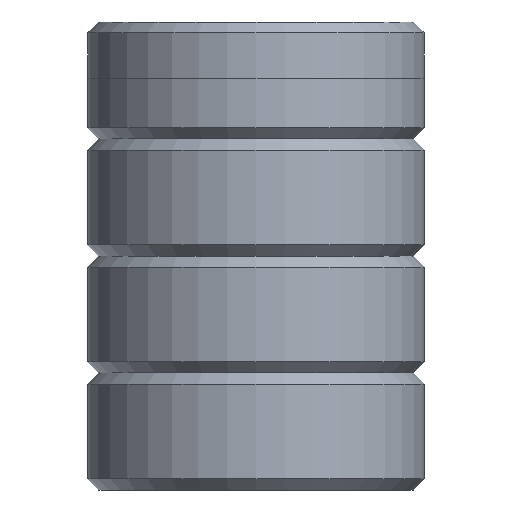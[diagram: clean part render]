
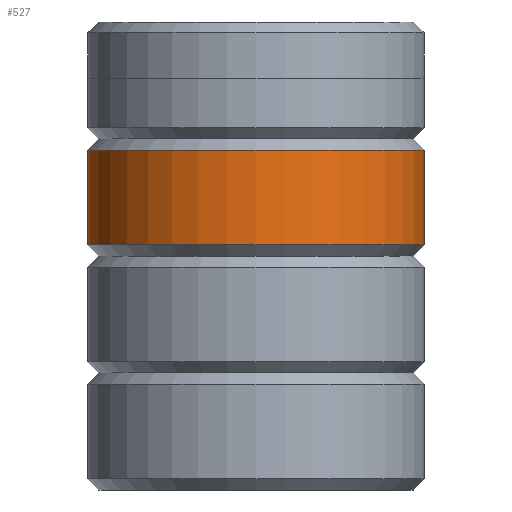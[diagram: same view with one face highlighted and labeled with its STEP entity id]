
A CAD part, front view. The second image highlights one B-rep face of the part: STEP entity #527.
In plain terms, the highlighted cylindrical face has radius 9 mm (diameter 18 mm), a partial arc.
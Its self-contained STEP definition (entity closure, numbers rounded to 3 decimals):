
#25 = CARTESIAN_POINT ( 'NONE',  ( -9., 0., 18.15 ) ) ;
#145 = EDGE_CURVE ( 'NONE', #1283, #630, #453, .T. ) ;
#177 = LINE ( 'NONE', #658, #1328 ) ;
#190 = CARTESIAN_POINT ( 'NONE',  ( -9., 0., 13.1 ) ) ;
#353 = EDGE_CURVE ( 'NONE', #1530, #1000, #966, .T. ) ;
#372 = ORIENTED_EDGE ( 'NONE', *, *, #145, .F. ) ;
#453 = CIRCLE ( 'NONE', #1657, 9. ) ;
#527 = ADVANCED_FACE ( 'NONE', ( #1171 ), #1873, .T. ) ;
#593 = EDGE_CURVE ( 'NONE', #1530, #1283, #177, .T. ) ;
#630 = VERTEX_POINT ( 'NONE', #190 ) ;
#658 = CARTESIAN_POINT ( 'NONE',  ( 9., 0., 25. ) ) ;
#687 = CARTESIAN_POINT ( 'NONE',  ( 0., 0., 25. ) ) ;
#745 = CARTESIAN_POINT ( 'NONE',  ( -9., 0., 25. ) ) ;
#756 = LINE ( 'NONE', #745, #1539 ) ;
#766 = CARTESIAN_POINT ( 'NONE',  ( 9., 0., 18.15 ) ) ;
#793 = EDGE_LOOP ( 'NONE', ( #1390, #1878, #860, #372 ) ) ;
#860 = ORIENTED_EDGE ( 'NONE', *, *, #1273, .T. ) ;
#908 = DIRECTION ( 'NONE',  ( -1., 0., 0. ) ) ;
#912 = DIRECTION ( 'NONE',  ( 0., 0., -1. ) ) ;
#966 = CIRCLE ( 'NONE', #1724, 9. ) ;
#1000 = VERTEX_POINT ( 'NONE', #25 ) ;
#1035 = CARTESIAN_POINT ( 'NONE',  ( 0., 0., 13.1 ) ) ;
#1039 = CARTESIAN_POINT ( 'NONE',  ( 9., 0., 13.1 ) ) ;
#1171 = FACE_OUTER_BOUND ( 'NONE', #793, .T. ) ;
#1273 = EDGE_CURVE ( 'NONE', #1000, #630, #756, .T. ) ;
#1283 = VERTEX_POINT ( 'NONE', #1039 ) ;
#1328 = VECTOR ( 'NONE', #1391, 1000. ) ;
#1385 = AXIS2_PLACEMENT_3D ( 'NONE', #687, #1799, #1648 ) ;
#1390 = ORIENTED_EDGE ( 'NONE', *, *, #593, .F. ) ;
#1391 = DIRECTION ( 'NONE',  ( 0., 0., -1. ) ) ;
#1530 = VERTEX_POINT ( 'NONE', #766 ) ;
#1539 = VECTOR ( 'NONE', #1781, 1000. ) ;
#1648 = DIRECTION ( 'NONE',  ( -1., 0., 0. ) ) ;
#1657 = AXIS2_PLACEMENT_3D ( 'NONE', #1035, #912, #908 ) ;
#1704 = DIRECTION ( 'NONE',  ( -1., 0., 0. ) ) ;
#1708 = DIRECTION ( 'NONE',  ( 0., 0., -1. ) ) ;
#1724 = AXIS2_PLACEMENT_3D ( 'NONE', #1840, #1708, #1704 ) ;
#1781 = DIRECTION ( 'NONE',  ( 0., 0., -1. ) ) ;
#1799 = DIRECTION ( 'NONE',  ( 0., 0., -1. ) ) ;
#1840 = CARTESIAN_POINT ( 'NONE',  ( 0., 0., 18.15 ) ) ;
#1873 = CYLINDRICAL_SURFACE ( 'NONE', #1385, 9. ) ;
#1878 = ORIENTED_EDGE ( 'NONE', *, *, #353, .T. ) ;
